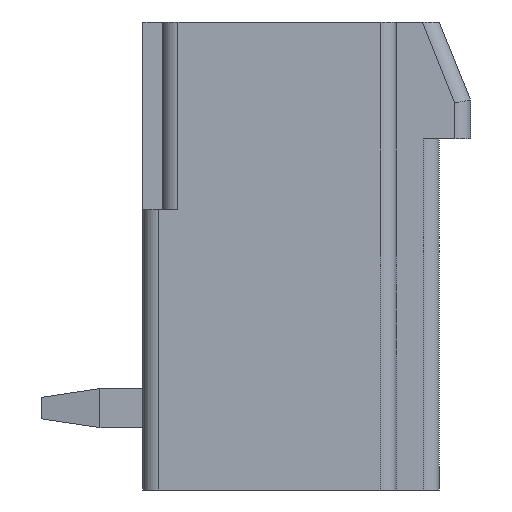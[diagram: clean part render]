
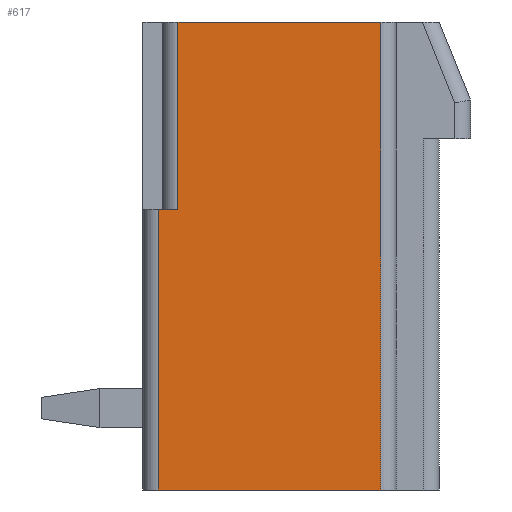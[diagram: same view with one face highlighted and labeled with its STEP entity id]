
A CAD part, left-side view. The second image highlights one B-rep face of the part: STEP entity #617.
In plain terms, the highlighted planar face has unit normal (-1, 0, 0).
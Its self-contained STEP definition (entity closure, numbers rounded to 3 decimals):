
#617 = ADVANCED_FACE( '', ( #1272 ), #1273, .T. );
#1272 = FACE_OUTER_BOUND( '', #1985, .T. );
#1273 = PLANE( '', #1986 );
#1985 = EDGE_LOOP( '', ( #3439, #3440, #3441, #3442, #3443, #3444 ) );
#1986 = AXIS2_PLACEMENT_3D( '', #3445, #3446, #3447 );
#3439 = ORIENTED_EDGE( '', *, *, #4891, .T. );
#3440 = ORIENTED_EDGE( '', *, *, #4767, .T. );
#3441 = ORIENTED_EDGE( '', *, *, #4430, .F. );
#3442 = ORIENTED_EDGE( '', *, *, #4892, .T. );
#3443 = ORIENTED_EDGE( '', *, *, #4893, .T. );
#3444 = ORIENTED_EDGE( '', *, *, #4454, .T. );
#3445 = CARTESIAN_POINT( '', ( -3.68, 0., 0. ) );
#3446 = DIRECTION( '', ( -1., 0., 0. ) );
#3447 = DIRECTION( '', ( 0., 0., 1. ) );
#4430 = EDGE_CURVE( '', #5340, #5342, #5343, .T. );
#4454 = EDGE_CURVE( '', #5377, #5381, #5383, .T. );
#4767 = EDGE_CURVE( '', #5876, #5342, #5878, .T. );
#4891 = EDGE_CURVE( '', #5381, #5876, #6049, .T. );
#4892 = EDGE_CURVE( '', #5340, #6050, #6051, .T. );
#4893 = EDGE_CURVE( '', #6050, #5377, #6052, .T. );
#5340 = VERTEX_POINT( '', #6621 );
#5342 = VERTEX_POINT( '', #6623 );
#5343 = LINE( '', #6624, #6625 );
#5377 = VERTEX_POINT( '', #6670 );
#5381 = VERTEX_POINT( '', #6675 );
#5383 = LINE( '', #6677, #6678 );
#5876 = VERTEX_POINT( '', #7370 );
#5878 = LINE( '', #7372, #7373 );
#6049 = LINE( '', #7620, #7621 );
#6050 = VERTEX_POINT( '', #7622 );
#6051 = LINE( '', #7623, #7624 );
#6052 = LINE( '', #7625, #7626 );
#6621 = CARTESIAN_POINT( '', ( -3.68, 8., 7.2 ) );
#6623 = CARTESIAN_POINT( '', ( -3.68, 7.5, 7.2 ) );
#6624 = CARTESIAN_POINT( '', ( -3.68, 8.4, 7.2 ) );
#6625 = VECTOR( '', #8085, 1000. );
#6670 = CARTESIAN_POINT( '', ( -3.68, 2.3, 0. ) );
#6675 = CARTESIAN_POINT( '', ( -3.68, 2.3, 12. ) );
#6677 = CARTESIAN_POINT( '', ( -3.68, 2.3, 12. ) );
#6678 = VECTOR( '', #8116, 1000. );
#7370 = CARTESIAN_POINT( '', ( -3.68, 7.5, 12. ) );
#7372 = CARTESIAN_POINT( '', ( -3.68, 7.5, 0. ) );
#7373 = VECTOR( '', #8436, 1000. );
#7620 = CARTESIAN_POINT( '', ( -3.68, 1.9, 12. ) );
#7621 = VECTOR( '', #8552, 1000. );
#7622 = CARTESIAN_POINT( '', ( -3.68, 8., 0. ) );
#7623 = CARTESIAN_POINT( '', ( -3.68, 8., 0. ) );
#7624 = VECTOR( '', #8553, 1000. );
#7625 = CARTESIAN_POINT( '', ( -3.68, 7.9, 0. ) );
#7626 = VECTOR( '', #8554, 1000. );
#8085 = DIRECTION( '', ( 0., -1., 0. ) );
#8116 = DIRECTION( '', ( 0., 0., 1. ) );
#8436 = DIRECTION( '', ( 0., 0., -1. ) );
#8552 = DIRECTION( '', ( 0., 1., 0. ) );
#8553 = DIRECTION( '', ( 0., 0., -1. ) );
#8554 = DIRECTION( '', ( 0., -1., 0. ) );
